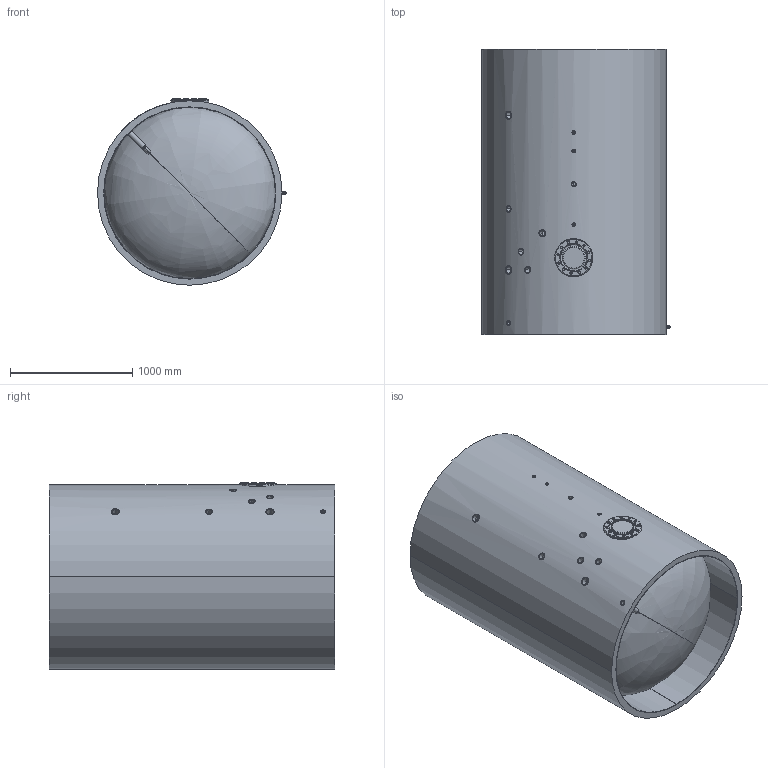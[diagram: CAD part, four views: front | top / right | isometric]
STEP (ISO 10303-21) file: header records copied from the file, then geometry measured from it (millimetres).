
FILE_DESCRIPTION (( 'STEP AP214' ), '1' );
FILE_NAME ('ÂÍ.3000.154.00.00 Âîäîíàãðåâàòåëü.STEP', '2021-08-07T09:15:36', ( 'suchkovdn' ), ( '' ), 'SwSTEP 2.0', 'SolidWorks 2018', '' );
FILE_SCHEMA (( 'AUTOMOTIVE_DESIGN' ));
Length unit declared in the file: millimetre
Products named in the file (43): 峦.3000.154.00.05 彦瘘汔_懃囔 3-2-1_1; ÂÍ.3000.154.01.01 Îáå÷àéêà_1200å4; L=200; 蟬.3000.154.00.01 挓毿骫罻_00; ч蜱齁罻1_2; 塔忮瘃鸰00; ч蜱齁罻 1; 蟬.3000.154.01.00 昜闉趌00; ч蜱齁罻 2; Øàéáà_ïðóæèííàÿ_6402-70_ä12; 项牮桢 磬痼骓铄_00; 署赅 膻赅 300_00; 淟檍瀖00; 项牮桢 忭篁疱礤錩00; ÂÍ.3000.154.01.03 Ïàòðóáîê_76å4-50; 燴鍱 (500 擤)_00; ч蜱齁罻 30; Ãàéêà_Â_5915-70_Œ12; Ëþê 300_00; Áîëò ÃÎÑÒ Ð ÈÑÎ 4017_Œ12å30; 蟬.3000.154.00.07 扻錪犩 縺膹馯膼嬅00; ÂÍ.3000.154.00.08 Îòâîä_90ø-38å4; ﾗ襄鸙 1510_00; 諘蜱齁罻 57; ÂÍ.3000.154.00.04 Áîáûøêà âîçäóøíèê_34å4-160; Áîáûøêà äëÿ ÒÝÍ (G1 1_2)_00; ч蜱齁罻 1 1_2; Çíàê çàçåìëåíèÿ_00; 呧蜦蠂駻00; ч蜱齁罻 42; Ïðîêëàäêà ëþêà 300_00; Áîáûøêà ïîä òåðìîìåòð_00; ﾘ琺矜 ﾃﾎﾑﾒ 11371-78_12; Øïèëüêà ðåçüáîâàÿ_Œ12å80; ч蜱齁罻 68; Áîáûøêà G1_00; Ïàòðóáîê G1 1_2_34å4-160; Èçîëÿöèÿ_00; ﾗ襄鸙 蓁 瑙 315_00; ÂÍ.3000.154.00.03 Äíèùå íèæíåå_1400å8; Ïàòðóáîê G2_34å4-160 ...
Assembly tree (56 placements, depth 3):
  ч蜱齁罻1_2
  塔忮瘃鸰00
  ч蜱齁罻 1
  ч蜱齁罻 2
  项牮桢 磬痼骓铄_00
Bounding box: 1544.5 x 2330 x 1524 mm (x, y, z)
Volume: 677103531.5 mm3; surface area: 50699091.2 mm2
Topology: 68 solids, 68 shells, 960 faces, 2254 edges, 1442 vertices
Faces by surface type: cylinder 349, plane 336, cone 196, torus 56, bspline 23
Entity records: 26699 total; most frequent: CARTESIAN_POINT 15124, DIRECTION 2115, ORIENTED_EDGE 2008, EDGE_CURVE 1004, AXIS2_PLACEMENT_3D 892, VERTEX_POINT 648, EDGE_LOOP 560, CIRCLE 450
